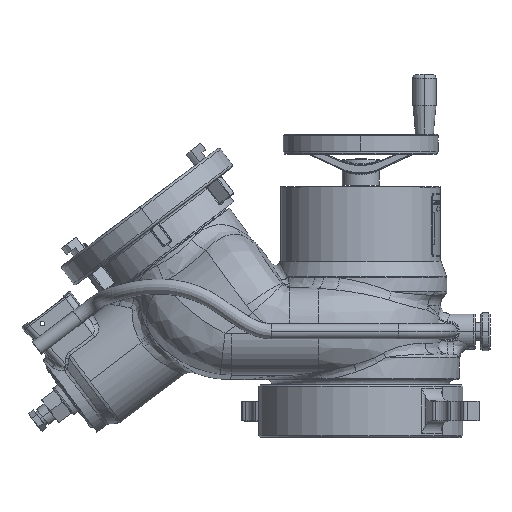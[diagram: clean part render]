
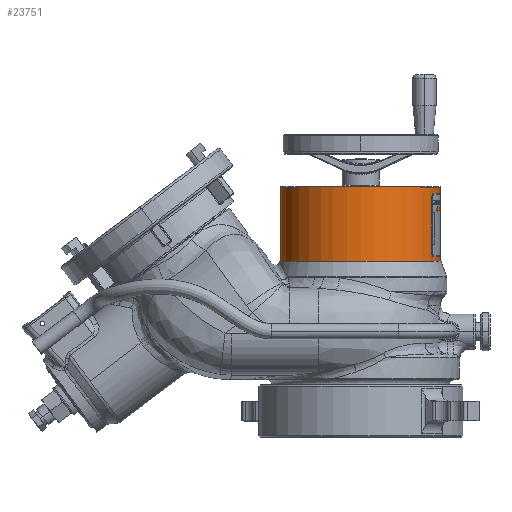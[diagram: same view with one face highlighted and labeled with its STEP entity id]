
A CAD part, top view. The second image highlights one B-rep face of the part: STEP entity #23751.
In plain terms, the highlighted cylindrical face has radius 79.375 mm (diameter 158.75 mm), a partial arc.
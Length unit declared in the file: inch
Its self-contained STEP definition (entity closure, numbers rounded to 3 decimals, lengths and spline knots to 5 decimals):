
#22814=CARTESIAN_POINT('',(0.,5.66021,0.));
#22815=DIRECTION('',(0.,-1.,0.));
#22816=DIRECTION('',(1.,0.,0.));
#22817=AXIS2_PLACEMENT_3D('',#22814,#22815,#22816);
#22829=CARTESIAN_POINT('',(0.,2.75,0.));
#22830=DIRECTION('',(0.,-1.,0.));
#22831=DIRECTION('',(1.,0.,0.));
#22832=AXIS2_PLACEMENT_3D('',#22829,#22830,#22831);
#22839=DIRECTION('',(0.,-1.,0.));
#22840=VECTOR('',#22839,2.91021);
#22841=CARTESIAN_POINT('',(3.125,5.66021,0.));
#22842=LINE('',#22841,#22840);
#22843=DIRECTION('',(0.,-1.,0.));
#22844=VECTOR('',#22843,2.91021);
#22845=CARTESIAN_POINT('',(-3.125,5.66021,0.));
#22846=LINE('',#22845,#22844);
#23344=CARTESIAN_POINT('',(3.125,2.75,0.));
#23345=CARTESIAN_POINT('',(-3.125,2.75,0.));
#23346=VERTEX_POINT('',#23344);
#23347=VERTEX_POINT('',#23345);
#23348=CARTESIAN_POINT('',(3.125,5.66021,0.));
#23349=CARTESIAN_POINT('',(-3.125,5.66021,0.));
#23350=VERTEX_POINT('',#23348);
#23351=VERTEX_POINT('',#23349);
#23737=CARTESIAN_POINT('',(0.,6.6875,0.));
#23738=DIRECTION('',(0.,-1.,0.));
#23739=DIRECTION('',(-1.,0.,0.));
#23740=AXIS2_PLACEMENT_3D('',#23737,#23738,#23739);
#23741=CYLINDRICAL_SURFACE('',#23740,3.125);
#23743=ORIENTED_EDGE('',*,*,#23742,.T.);
#23745=ORIENTED_EDGE('',*,*,#23744,.F.);
#23746=ORIENTED_EDGE('',*,*,#23727,.F.);
#23748=ORIENTED_EDGE('',*,*,#23747,.T.);
#23749=EDGE_LOOP('',(#23743,#23745,#23746,#23748));
#23750=FACE_OUTER_BOUND('',#23749,.F.);
#22818=CIRCLE('',#22817,3.125);
#22833=CIRCLE('',#22832,3.125);
#23727=EDGE_CURVE('',#23350,#23351,#22818,.T.);
#23742=EDGE_CURVE('',#23346,#23347,#22833,.T.);
#23744=EDGE_CURVE('',#23351,#23347,#22846,.T.);
#23747=EDGE_CURVE('',#23350,#23346,#22842,.T.);
#23751=ADVANCED_FACE('',(#23750),#23741,.T.);
